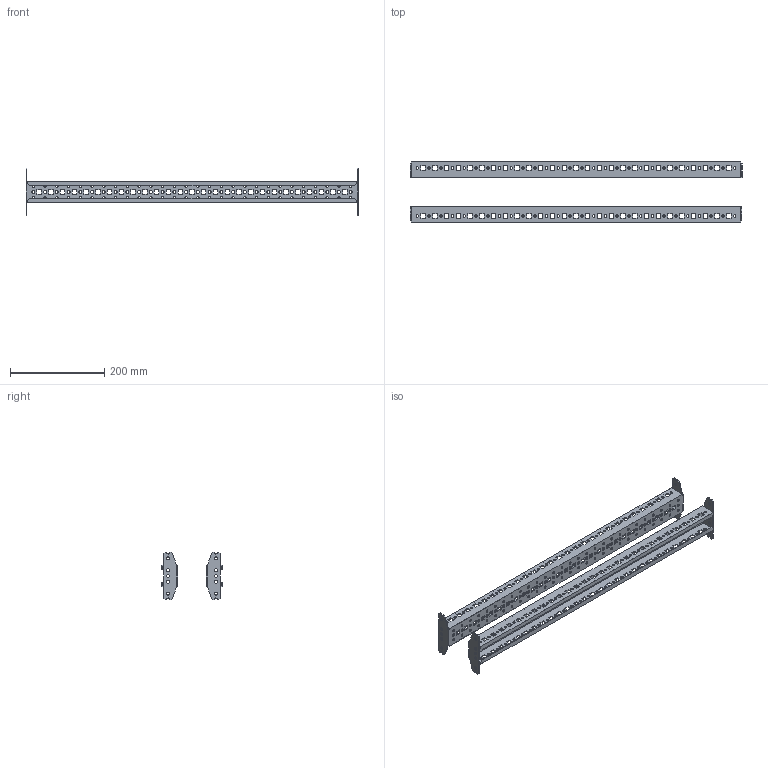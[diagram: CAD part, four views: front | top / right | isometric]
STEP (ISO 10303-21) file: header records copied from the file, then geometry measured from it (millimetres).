
FILE_DESCRIPTION (( 'STEP AP203' ), '1' );
FILE_NAME ('FO-00-VRC-080 FORMAT Ðåéêà ìîíòàæíàÿ òèï C 800 (2øò_óïàê) IEK.STEP', '2024-07-25T08:32:45', ( '' ), ( '' ), 'SwSTEP 2.0', 'SolidWorks 2022', '' );
FILE_SCHEMA (( 'CONFIG_CONTROL_DESIGN' ));
Products named in the file (1): FO-00-VRC-080 FORMAT Рейка монтажная тип C 800 (2шт_упак) IEK
Bounding box: 706 x 128 x 101.5 mm (x, y, z)
Volume: 326622.7 mm3; surface area: 357304.1 mm2
Topology: 2 solids, 2 shells, 1412 faces, 4224 edges, 2816 vertices
Faces by surface type: plane 804, cylinder 608
Entity records: 49647 total; most frequent: CARTESIAN_POINT 8453, ORIENTED_EDGE 8448, DIRECTION 8266, EDGE_CURVE 4224, LINE 3008, VECTOR 3008, VERTEX_POINT 2816, AXIS2_PLACEMENT_3D 2629
